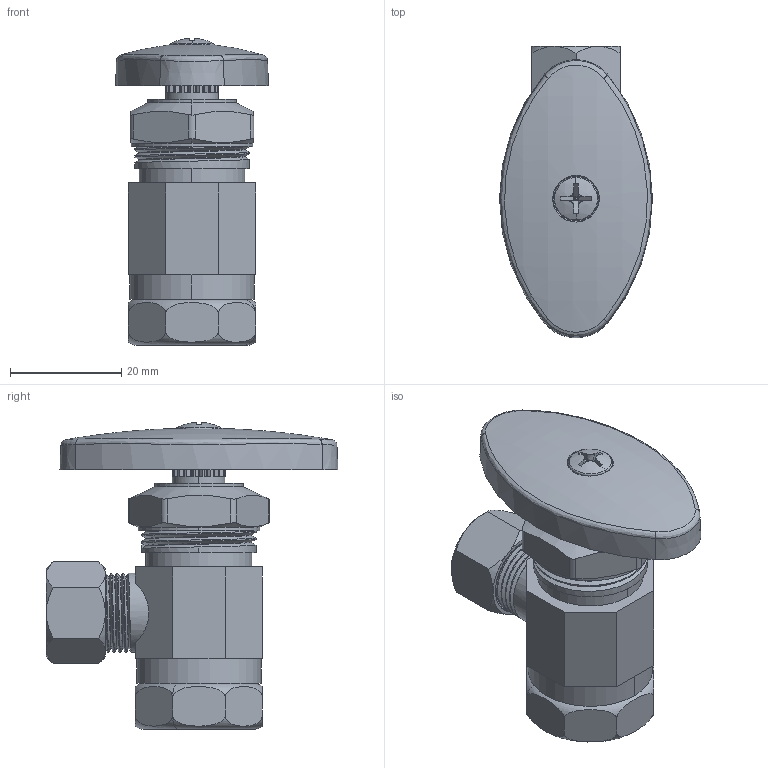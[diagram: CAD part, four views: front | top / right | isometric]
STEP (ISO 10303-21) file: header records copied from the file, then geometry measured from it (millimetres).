
FILE_DESCRIPTION((''),'2;1');
FILE_NAME('401','2021-06-11T19:46:53',('NSantos'),(''),'CREO PARAMETRIC BY PTC INC, 2018500','CREO PARAMETRIC BY PTC INC, 2018500','');
FILE_SCHEMA(('CONFIG_CONTROL_DESIGN'));
Length unit declared in the file: inch
Products named in the file (1): 401
Bounding box: 27.51 x 52.44 x 55.15 mm (x, y, z)
Volume: 9900.7 mm3; surface area: 21617.6 mm2
Topology: 3 solids, 12 shells, 681 faces, 1830 edges, 1164 vertices
Faces by surface type: plane 259, cylinder 223, bspline 94, cone 84, torus 15, sphere 4, revolution 2
Entity records: 38434 total; most frequent: CARTESIAN_POINT 22944, ORIENTED_EDGE 3466, DIRECTION 2682, EDGE_CURVE 1820, VERTEX_POINT 1164, AXIS2_PLACEMENT_3D 1000, B_SPLINE_CURVE_WITH_KNOTS 728, EDGE_LOOP 719
